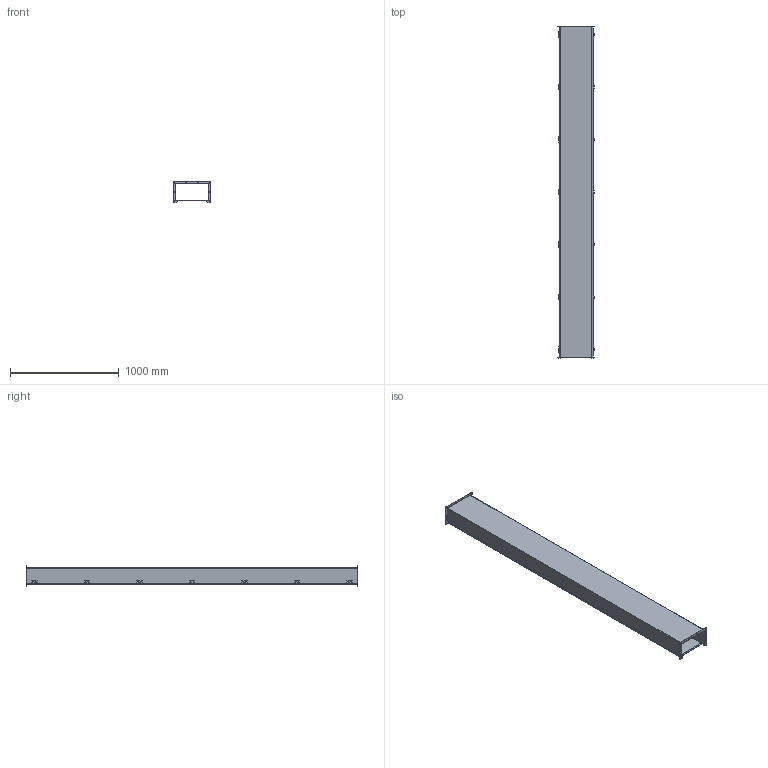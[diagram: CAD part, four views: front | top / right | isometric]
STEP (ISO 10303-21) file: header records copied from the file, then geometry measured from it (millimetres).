
FILE_DESCRIPTION(/* description */ ('LJW, BTB, CRS, 120X12X6'),/* implementation_level */ '2;1');
FILE_NAME(/* name */ 'LJW12610.stp',/* time_stamp */ '2015-05-28T22:02:18+06:00',/* author */ ('vdas'),/* organization */ (''),/* preprocessor_version */ 'ST-DEVELOPER v15.2',/* originating_system */ 'Autodesk Inventor 2014',/* authorisation */ '');
FILE_SCHEMA (('AUTOMOTIVE_DESIGN { 1 0 10303 214 3 1 1 }'));
Length unit declared in the file: inch
Products named in the file (21): LJW12610BTB; LJW126RINGP; LJW1210LID; LJW1210GSK; 32852T; 32852L; 32852P; 32852; 32852_1; 32852_2; 32852_3; 32852_4; 32852_5; 32852_6; PART1; PART2; PART3; PART4; PART5; 35038; LJW12610
Bounding box: 346.07 x 3048 x 193.68 mm (x, y, z)
Volume: 5923419.3 mm3; surface area: 6253469.7 mm2
Topology: 61 solids, 61 shells, 1072 faces, 2808 edges, 1851 vertices
Faces by surface type: plane 624, cylinder 413, bspline 28, cone 7
Full cylindrical faces by diameter (mm): 3.048 x7, 3.302 x28, 3.454 x14, 3.946 x42, 4.286 x28, 6.35 x21, 7.144 x16
Entity records: 7772 total; most frequent: CARTESIAN_POINT 1346, DIRECTION 1320, ORIENTED_EDGE 1112, EDGE_CURVE 556, AXIS2_PLACEMENT_3D 466, LINE 388, VECTOR 388, VERTEX_POINT 372
